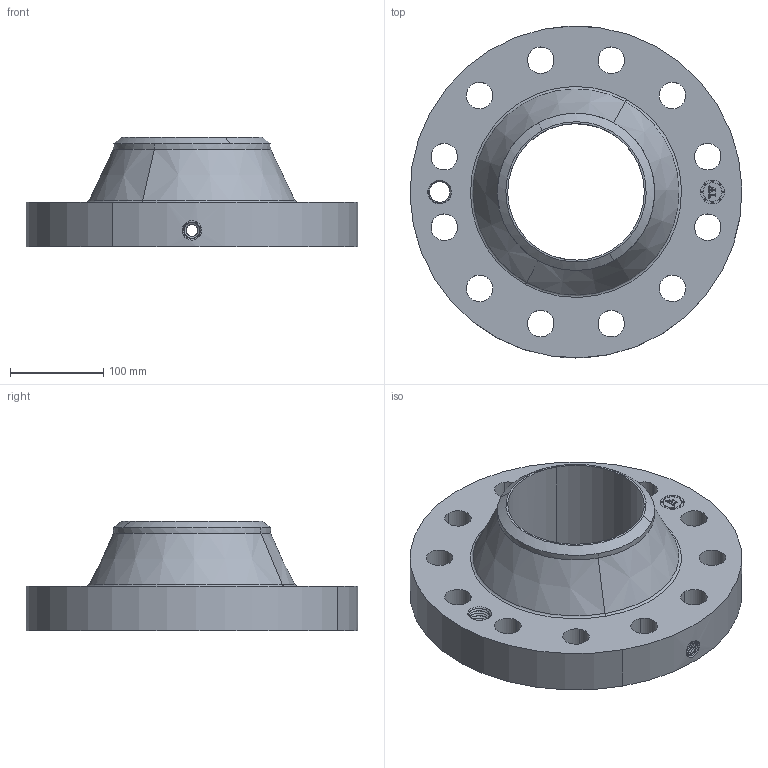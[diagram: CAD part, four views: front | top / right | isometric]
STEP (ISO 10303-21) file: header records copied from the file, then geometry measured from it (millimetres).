
FILE_DESCRIPTION(('3D STEP'),'2;1');
FILE_NAME('6-600-FF-WELD-NECK-XH-ORIF-FLANGE.stp','2013-10-27T03:02:14+00:00',('Texas Flange'),(''),'CATIA Version 5 Release 20 SP 6 (IN-10)','CATIA V5 STEP AP214','800-826-3801');
FILE_SCHEMA(('AUTOMOTIVE_DESIGN { 1 0 10303 214 1 1 1 1 }'));
Length unit declared in the file: inch
Products named in the file (1): 6-600-FF-WELD-NECK-XH-ORIF-FLANGE
Bounding box: 355.5 x 355.6 x 117.35 mm (x, y, z)
Volume: 4331432.9 mm3; surface area: 349029.4 mm2
Topology: 1 solids, 1 shells, 776 faces, 2111 edges, 1355 vertices
Faces by surface type: plane 368, bspline 253, cylinder 99, cone 50, revolution 4, torus 2
Entity records: 32578 total; most frequent: CARTESIAN_POINT 13242, ORIENTED_EDGE 4222, EDGE_CURVE 2111, DIRECTION 2092, VERTEX_POINT 1355, VECTOR 1188, LINE 1188, EDGE_LOOP 826
